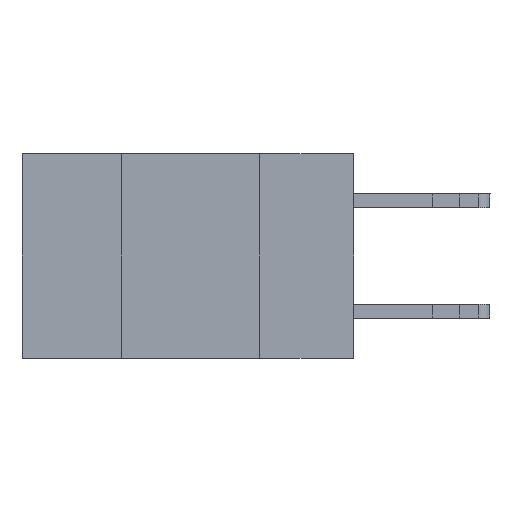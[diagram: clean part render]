
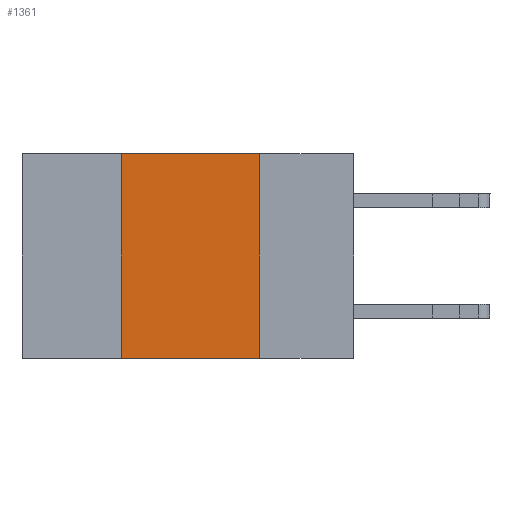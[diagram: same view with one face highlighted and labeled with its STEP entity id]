
A CAD part, left-side view. The second image highlights one B-rep face of the part: STEP entity #1361.
In plain terms, the highlighted planar face has unit normal (-1, 0, 0).
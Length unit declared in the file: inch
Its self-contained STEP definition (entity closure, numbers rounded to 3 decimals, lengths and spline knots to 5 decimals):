
#462 = DIRECTION ( 'NONE',  ( 0., 0., -1. ) ) ;
#958 = VERTEX_POINT ( 'NONE', #5024 ) ;
#1121 = VERTEX_POINT ( 'NONE', #12945 ) ;
#1200 = ORIENTED_EDGE ( 'NONE', *, *, #16276, .T. ) ;
#1345 = EDGE_LOOP ( 'NONE', ( #16342, #9897, #10220, #1200 ) ) ;
#1361 = ADVANCED_FACE ( 'NONE', ( #1671 ), #9146, .F. ) ;
#1671 = FACE_OUTER_BOUND ( 'NONE', #1345, .T. ) ;
#2431 = CARTESIAN_POINT ( 'NONE',  ( 0., 0.42, -0.37 ) ) ;
#4410 = VECTOR ( 'NONE', #9057, 39.37008 ) ;
#4810 = EDGE_CURVE ( 'NONE', #1121, #14694, #17410, .T. ) ;
#4860 = LINE ( 'NONE', #11894, #14755 ) ;
#5024 = CARTESIAN_POINT ( 'NONE',  ( 0., 0.42, 0. ) ) ;
#5179 = CARTESIAN_POINT ( 'NONE',  ( 0., 0.17, 0. ) ) ;
#5348 = LINE ( 'NONE', #9894, #7350 ) ;
#7350 = VECTOR ( 'NONE', #9838, 39.37008 ) ;
#7942 = DIRECTION ( 'NONE',  ( 0., -1., 0. ) ) ;
#8251 = LINE ( 'NONE', #8989, #4410 ) ;
#8989 = CARTESIAN_POINT ( 'NONE',  ( 0., 0.6, -0.37 ) ) ;
#9005 = CARTESIAN_POINT ( 'NONE',  ( 0., 0.6, 0. ) ) ;
#9057 = DIRECTION ( 'NONE',  ( 0., -1., 0. ) ) ;
#9081 = DIRECTION ( 'NONE',  ( 1., 0., 0. ) ) ;
#9146 = PLANE ( 'NONE',  #11614 ) ;
#9491 = DIRECTION ( 'NONE',  ( 0., 0., -1. ) ) ;
#9838 = DIRECTION ( 'NONE',  ( 0., 0., 1. ) ) ;
#9894 = CARTESIAN_POINT ( 'NONE',  ( 0., 0.42, 0. ) ) ;
#9897 = ORIENTED_EDGE ( 'NONE', *, *, #17665, .F. ) ;
#10220 = ORIENTED_EDGE ( 'NONE', *, *, #15974, .F. ) ;
#11614 = AXIS2_PLACEMENT_3D ( 'NONE', #9005, #9081, #462 ) ;
#11894 = CARTESIAN_POINT ( 'NONE',  ( 0., 0.6, 0. ) ) ;
#12530 = VERTEX_POINT ( 'NONE', #2431 ) ;
#12653 = CARTESIAN_POINT ( 'NONE',  ( 0., 0.17, -0.37 ) ) ;
#12945 = CARTESIAN_POINT ( 'NONE',  ( 0., 0.17, 0. ) ) ;
#14694 = VERTEX_POINT ( 'NONE', #12653 ) ;
#14755 = VECTOR ( 'NONE', #7942, 39.37008 ) ;
#14966 = VECTOR ( 'NONE', #9491, 39.37008 ) ;
#15974 = EDGE_CURVE ( 'NONE', #12530, #958, #5348, .T. ) ;
#16276 = EDGE_CURVE ( 'NONE', #12530, #14694, #8251, .T. ) ;
#16342 = ORIENTED_EDGE ( 'NONE', *, *, #4810, .F. ) ;
#17410 = LINE ( 'NONE', #5179, #14966 ) ;
#17665 = EDGE_CURVE ( 'NONE', #958, #1121, #4860, .T. ) ;
